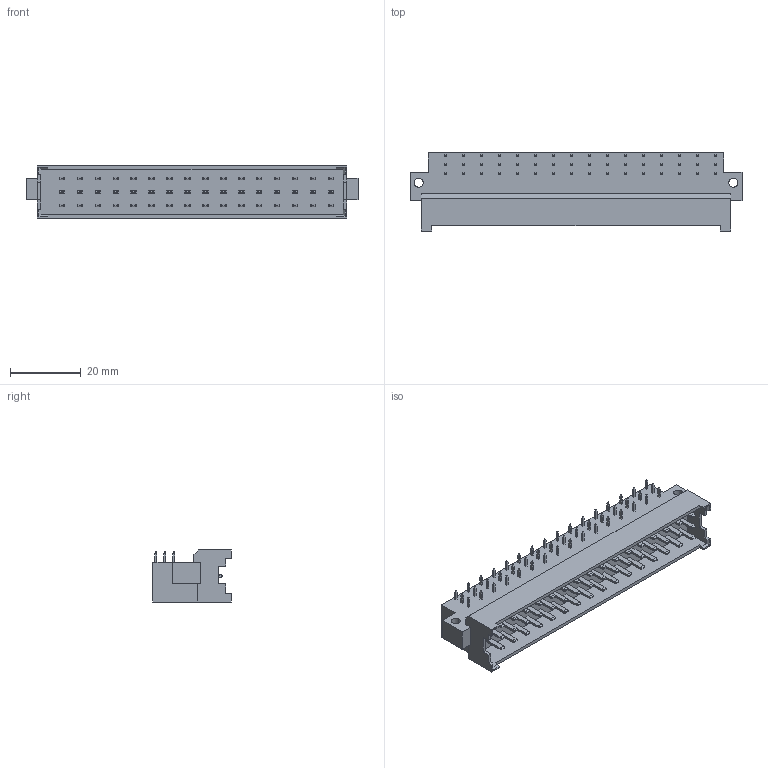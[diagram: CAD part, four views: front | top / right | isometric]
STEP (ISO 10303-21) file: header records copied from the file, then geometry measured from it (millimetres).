
FILE_DESCRIPTION (( 'STEP AP214' ), '1' );
FILE_NAME ('109-40064_3D.STEP', '2012-03-15T09:49:01', ( ' ' ), ( ' ' ), 'SwSTEP 2.0', 'SolidWorks 2010', '' );
FILE_SCHEMA (( 'AUTOMOTIVE_DESIGN' ));
Length unit declared in the file: millimetre
Products named in the file (1): 109-40064_3D
Bounding box: 93.8 x 22.1 x 14.7 mm (x, y, z)
Volume: 15592.4 mm3; surface area: 9654 mm2
Topology: 1 solids, 1 shells, 1188 faces, 3011 edges, 1942 vertices
Faces by surface type: plane 1004, cylinder 100, bspline 84
Entity records: 39441 total; most frequent: CARTESIAN_POINT 12434, ORIENTED_EDGE 6022, DIRECTION 4677, EDGE_CURVE 3011, VECTOR 2451, LINE 2451, VERTEX_POINT 1942, EDGE_LOOP 1309
